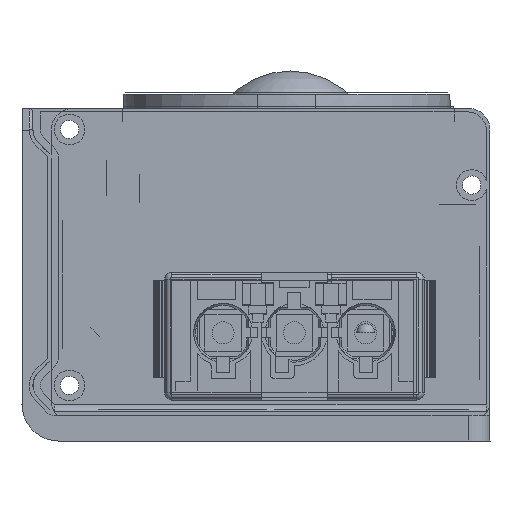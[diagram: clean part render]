
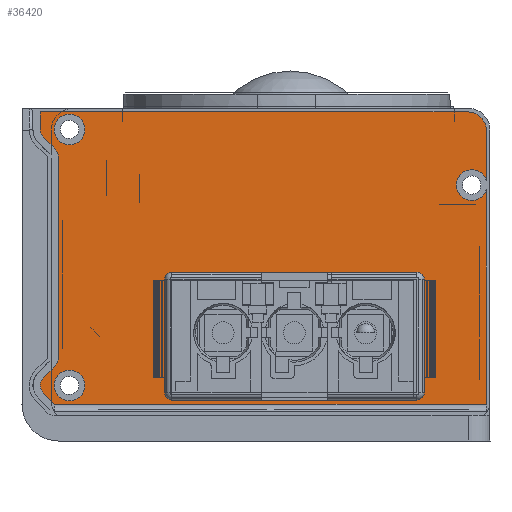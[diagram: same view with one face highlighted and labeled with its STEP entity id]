
A CAD part, front view. The second image highlights one B-rep face of the part: STEP entity #36420.
In plain terms, the highlighted planar face has unit normal (0, -1, 0).
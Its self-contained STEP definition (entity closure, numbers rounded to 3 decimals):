
#911=FACE_BOUND('',#5313,.T.);
#912=FACE_BOUND('',#5314,.T.);
#913=FACE_BOUND('',#5315,.T.);
#2129=PLANE('',#38645);
#3628=FACE_OUTER_BOUND('',#5312,.T.);
#5312=EDGE_LOOP('',(#33392,#33393,#33394,#33395,#33396,#33397,#33398,#33399,
#33400,#33401,#33402,#33403,#33404,#33405,#33406));
#5313=EDGE_LOOP('',(#33407,#33408,#33409,#33410));
#5314=EDGE_LOOP('',(#33411));
#5315=EDGE_LOOP('',(#33412));
#6140=CIRCLE('',#38646,1.5);
#6141=CIRCLE('',#38647,2.);
#6142=CIRCLE('',#38648,2.);
#6143=CIRCLE('',#38649,1.5);
#6144=CIRCLE('',#38650,2.1);
#6145=CIRCLE('',#38651,2.5);
#6146=CIRCLE('',#38652,2.1);
#6147=CIRCLE('',#38653,2.1);
#9920=LINE('',#60907,#14459);
#9921=LINE('',#60912,#14460);
#9922=LINE('',#60914,#14461);
#9923=LINE('',#60918,#14462);
#9924=LINE('',#60922,#14463);
#9925=LINE('',#60926,#14464);
#9926=LINE('',#60929,#14465);
#9927=LINE('',#60931,#14466);
#9928=LINE('',#60935,#14467);
#9929=LINE('',#60939,#14468);
#9930=LINE('',#60941,#14469);
#9931=LINE('',#60943,#14470);
#9932=LINE('',#60944,#14471);
#14459=VECTOR('',#46623,59.075);
#14460=VECTOR('',#46628,58.5);
#14461=VECTOR('',#46629,2.382);
#14462=VECTOR('',#46632,2.086);
#14463=VECTOR('',#46635,27.101);
#14464=VECTOR('',#46638,2.086);
#14465=VECTOR('',#46641,2.166);
#14466=VECTOR('',#46642,29.36);
#14467=VECTOR('',#46645,6.86);
#14468=VECTOR('',#46648,16.);
#14469=VECTOR('',#46649,33.);
#14470=VECTOR('',#46650,16.);
#14471=VECTOR('',#46651,33.);
#18428=VERTEX_POINT('',#60904);
#18429=VERTEX_POINT('',#60906);
#18430=VERTEX_POINT('',#60910);
#18431=VERTEX_POINT('',#60911);
#18432=VERTEX_POINT('',#60913);
#18433=VERTEX_POINT('',#60915);
#18434=VERTEX_POINT('',#60917);
#18435=VERTEX_POINT('',#60919);
#18436=VERTEX_POINT('',#60921);
#18437=VERTEX_POINT('',#60923);
#18438=VERTEX_POINT('',#60925);
#18439=VERTEX_POINT('',#60927);
#18440=VERTEX_POINT('',#60930);
#18441=VERTEX_POINT('',#60932);
#18442=VERTEX_POINT('',#60934);
#18443=VERTEX_POINT('',#60937);
#18444=VERTEX_POINT('',#60938);
#18445=VERTEX_POINT('',#60940);
#18446=VERTEX_POINT('',#60942);
#18447=VERTEX_POINT('',#60945);
#18448=VERTEX_POINT('',#60947);
#24056=EDGE_CURVE('',#18428,#18429,#9920,.T.);
#24058=EDGE_CURVE('',#18430,#18431,#9921,.T.);
#24059=EDGE_CURVE('',#18432,#18430,#9922,.T.);
#24060=EDGE_CURVE('',#18433,#18432,#6140,.T.);
#24061=EDGE_CURVE('',#18434,#18433,#9923,.T.);
#24062=EDGE_CURVE('',#18435,#18434,#6141,.T.);
#24063=EDGE_CURVE('',#18436,#18435,#9924,.T.);
#24064=EDGE_CURVE('',#18437,#18436,#6142,.T.);
#24065=EDGE_CURVE('',#18438,#18437,#9925,.T.);
#24066=EDGE_CURVE('',#18439,#18438,#6143,.T.);
#24067=EDGE_CURVE('',#18429,#18439,#9926,.T.);
#24068=EDGE_CURVE('',#18440,#18428,#9927,.T.);
#24069=EDGE_CURVE('',#18440,#18441,#6144,.T.);
#24070=EDGE_CURVE('',#18442,#18441,#9928,.T.);
#24071=EDGE_CURVE('',#18431,#18442,#6145,.T.);
#24072=EDGE_CURVE('',#18443,#18444,#9929,.T.);
#24073=EDGE_CURVE('',#18444,#18445,#9930,.T.);
#24074=EDGE_CURVE('',#18445,#18446,#9931,.T.);
#24075=EDGE_CURVE('',#18446,#18443,#9932,.T.);
#24076=EDGE_CURVE('',#18447,#18447,#6146,.T.);
#24077=EDGE_CURVE('',#18448,#18448,#6147,.T.);
#33392=ORIENTED_EDGE('',*,*,#24058,.F.);
#33393=ORIENTED_EDGE('',*,*,#24059,.F.);
#33394=ORIENTED_EDGE('',*,*,#24060,.F.);
#33395=ORIENTED_EDGE('',*,*,#24061,.F.);
#33396=ORIENTED_EDGE('',*,*,#24062,.F.);
#33397=ORIENTED_EDGE('',*,*,#24063,.F.);
#33398=ORIENTED_EDGE('',*,*,#24064,.F.);
#33399=ORIENTED_EDGE('',*,*,#24065,.F.);
#33400=ORIENTED_EDGE('',*,*,#24066,.F.);
#33401=ORIENTED_EDGE('',*,*,#24067,.F.);
#33402=ORIENTED_EDGE('',*,*,#24056,.F.);
#33403=ORIENTED_EDGE('',*,*,#24068,.F.);
#33404=ORIENTED_EDGE('',*,*,#24069,.T.);
#33405=ORIENTED_EDGE('',*,*,#24070,.F.);
#33406=ORIENTED_EDGE('',*,*,#24071,.F.);
#33407=ORIENTED_EDGE('',*,*,#24072,.T.);
#33408=ORIENTED_EDGE('',*,*,#24073,.T.);
#33409=ORIENTED_EDGE('',*,*,#24074,.T.);
#33410=ORIENTED_EDGE('',*,*,#24075,.T.);
#33411=ORIENTED_EDGE('',*,*,#24076,.T.);
#33412=ORIENTED_EDGE('',*,*,#24077,.T.);
#36420=ADVANCED_FACE('',(#3628,#911,#912,#913),#2129,.T.);
#38645=AXIS2_PLACEMENT_3D('',#60909,#46626,#46627);
#38646=AXIS2_PLACEMENT_3D('',#60916,#46630,#46631);
#38647=AXIS2_PLACEMENT_3D('',#60920,#46633,#46634);
#38648=AXIS2_PLACEMENT_3D('',#60924,#46636,#46637);
#38649=AXIS2_PLACEMENT_3D('',#60928,#46639,#46640);
#38650=AXIS2_PLACEMENT_3D('',#60933,#46643,#46644);
#38651=AXIS2_PLACEMENT_3D('',#60936,#46646,#46647);
#38652=AXIS2_PLACEMENT_3D('',#60946,#46652,#46653);
#38653=AXIS2_PLACEMENT_3D('',#60948,#46654,#46655);
#46623=DIRECTION('',(-1.,0.,0.));
#46626=DIRECTION('center_axis',(0.,-1.,0.));
#46627=DIRECTION('ref_axis',(0.,0.,1.));
#46628=DIRECTION('',(1.,0.,0.));
#46629=DIRECTION('',(0.,0.,1.));
#46630=DIRECTION('center_axis',(0.,1.,0.));
#46631=DIRECTION('ref_axis',(-0.926,0.,-0.379));
#46632=DIRECTION('',(-0.707,0.,0.707));
#46633=DIRECTION('center_axis',(0.,-1.,0.));
#46634=DIRECTION('ref_axis',(0.924,0.,0.383));
#46635=DIRECTION('',(0.,0.,1.));
#46636=DIRECTION('center_axis',(0.,-1.,0.));
#46637=DIRECTION('ref_axis',(0.924,0.,-0.383));
#46638=DIRECTION('',(0.707,0.,0.707));
#46639=DIRECTION('center_axis',(0.,1.,0.));
#46640=DIRECTION('ref_axis',(-1.,0.,0.009));
#46641=DIRECTION('',(-0.694,0.,0.72));
#46642=DIRECTION('',(0.,0.,-1.));
#46643=DIRECTION('center_axis',(0.,1.,0.));
#46644=DIRECTION('ref_axis',(-1.,0.,0.));
#46645=DIRECTION('',(0.,0.,-1.));
#46646=DIRECTION('center_axis',(0.,1.,0.));
#46647=DIRECTION('ref_axis',(0.707,0.,0.707));
#46648=DIRECTION('',(0.,0.,1.));
#46649=DIRECTION('',(1.,0.,0.));
#46650=DIRECTION('',(0.,0.,-1.));
#46651=DIRECTION('',(-1.,0.,0.));
#46652=DIRECTION('center_axis',(0.,1.,0.));
#46653=DIRECTION('ref_axis',(-1.,0.,0.));
#46654=DIRECTION('center_axis',(0.,1.,0.));
#46655=DIRECTION('ref_axis',(-1.,0.,0.));
#60904=CARTESIAN_POINT('',(29.5,-52.,1.2));
#60906=CARTESIAN_POINT('',(-29.575,-52.,1.2));
#60907=CARTESIAN_POINT('',(14.,-52.,1.2));
#60909=CARTESIAN_POINT('Origin',(-2.,-52.,18.95));
#60910=CARTESIAN_POINT('',(-31.5,-52.,41.2));
#60911=CARTESIAN_POINT('',(27.,-52.,41.2));
#60912=CARTESIAN_POINT('',(14.,-52.,41.2));
#60913=CARTESIAN_POINT('',(-31.5,-52.,38.818));
#60914=CARTESIAN_POINT('',(-31.5,-52.,30.325));
#60915=CARTESIAN_POINT('',(-31.061,-52.,37.739));
#60916=CARTESIAN_POINT('Origin',(-30.,-52.,38.8));
#60917=CARTESIAN_POINT('',(-29.586,-52.,36.264));
#60918=CARTESIAN_POINT('',(-19.098,-52.,25.777));
#60919=CARTESIAN_POINT('',(-29.,-52.,34.85));
#60920=CARTESIAN_POINT('Origin',(-31.,-52.,34.85));
#60921=CARTESIAN_POINT('',(-29.,-52.,7.75));
#60922=CARTESIAN_POINT('',(-29.,-52.,7.575));
#60923=CARTESIAN_POINT('',(-29.586,-52.,6.336));
#60924=CARTESIAN_POINT('Origin',(-31.,-52.,7.75));
#60925=CARTESIAN_POINT('',(-31.061,-52.,4.861));
#60926=CARTESIAN_POINT('',(-19.389,-52.,16.532));
#60927=CARTESIAN_POINT('',(-31.079,-52.,2.758));
#60928=CARTESIAN_POINT('Origin',(-30.,-52.,3.8));
#60929=CARTESIAN_POINT('',(-28.113,-52.,-0.315));
#60930=CARTESIAN_POINT('',(29.5,-52.,30.56));
#60931=CARTESIAN_POINT('',(29.5,-52.,7.575));
#60932=CARTESIAN_POINT('',(29.5,-52.,31.84));
#60933=CARTESIAN_POINT('Origin',(27.5,-52.,31.2));
#60934=CARTESIAN_POINT('',(29.5,-52.,38.7));
#60935=CARTESIAN_POINT('',(29.5,-52.,7.575));
#60936=CARTESIAN_POINT('Origin',(27.,-52.,38.7));
#60937=CARTESIAN_POINT('',(-13.5,-52.,2.2));
#60938=CARTESIAN_POINT('',(-13.5,-52.,18.2));
#60939=CARTESIAN_POINT('',(-13.5,-52.,10.575));
#60940=CARTESIAN_POINT('',(19.5,-52.,18.2));
#60941=CARTESIAN_POINT('',(-7.75,-52.,18.2));
#60942=CARTESIAN_POINT('',(19.5,-52.,2.2));
#60943=CARTESIAN_POINT('',(19.5,-52.,18.575));
#60944=CARTESIAN_POINT('',(8.75,-52.,2.2));
#60945=CARTESIAN_POINT('',(-29.6,-52.,38.8));
#60946=CARTESIAN_POINT('Origin',(-27.5,-52.,38.8));
#60947=CARTESIAN_POINT('',(-29.6,-52.,3.8));
#60948=CARTESIAN_POINT('Origin',(-27.5,-52.,3.8));
